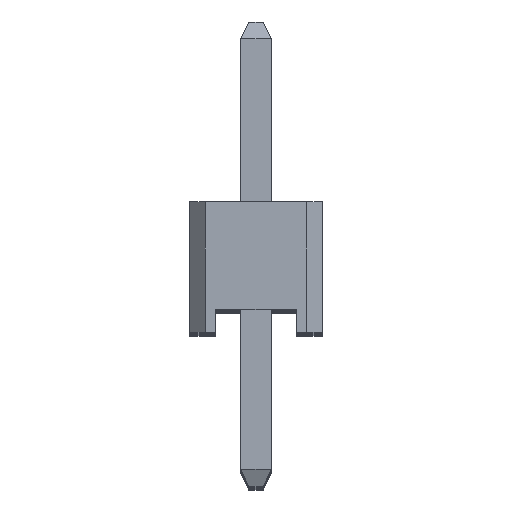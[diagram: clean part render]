
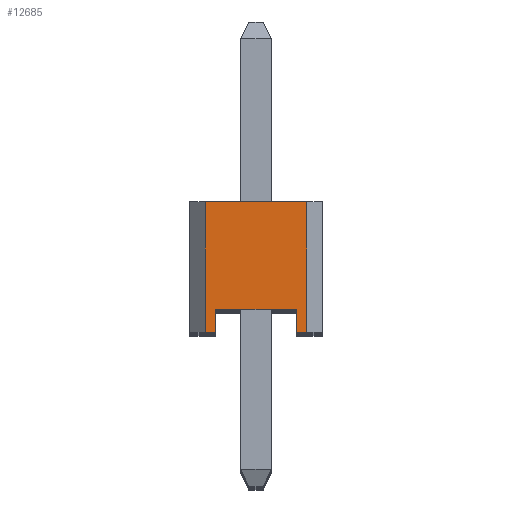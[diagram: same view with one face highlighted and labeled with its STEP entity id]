
A CAD part, top view. The second image highlights one B-rep face of the part: STEP entity #12685.
In plain terms, the highlighted planar face has unit normal (0, 0, 1).
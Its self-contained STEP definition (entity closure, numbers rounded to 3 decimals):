
#397 = VECTOR ( 'NONE', #4721, 1000. ) ;
#514 = ORIENTED_EDGE ( 'NONE', *, *, #12089, .T. ) ;
#868 = VECTOR ( 'NONE', #14732, 1000. ) ;
#1103 = EDGE_CURVE ( 'NONE', #15471, #11829, #23181, .T. ) ;
#1116 = VERTEX_POINT ( 'NONE', #6862 ) ;
#2878 = LINE ( 'NONE', #15143, #6026 ) ;
#3150 = CARTESIAN_POINT ( 'NONE',  ( 0.3, 2.5, 40.64 ) ) ;
#3264 = ORIENTED_EDGE ( 'NONE', *, *, #1103, .F. ) ;
#3502 = DIRECTION ( 'NONE',  ( 1., 0., 0. ) ) ;
#3836 = CARTESIAN_POINT ( 'NONE',  ( 2.24, 2.5, 40.64 ) ) ;
#3883 = LINE ( 'NONE', #7909, #868 ) ;
#4113 = CARTESIAN_POINT ( 'NONE',  ( 0.3, 2.5, 40.64 ) ) ;
#4721 = DIRECTION ( 'NONE',  ( 1., 0., 0. ) ) ;
#5631 = VERTEX_POINT ( 'NONE', #17867 ) ;
#5659 = LINE ( 'NONE', #16137, #12349 ) ;
#6026 = VECTOR ( 'NONE', #18822, 1000. ) ;
#6862 = CARTESIAN_POINT ( 'NONE',  ( 2.04, 0.44, 40.64 ) ) ;
#7642 = ORIENTED_EDGE ( 'NONE', *, *, #14426, .F. ) ;
#7909 = CARTESIAN_POINT ( 'NONE',  ( 0.3, 0., 40.64 ) ) ;
#8549 = ORIENTED_EDGE ( 'NONE', *, *, #10785, .F. ) ;
#8740 = CARTESIAN_POINT ( 'NONE',  ( 0.3, 0., 40.64 ) ) ;
#9843 = VERTEX_POINT ( 'NONE', #21084 ) ;
#10524 = DIRECTION ( 'NONE',  ( 0., 0., -1. ) ) ;
#10785 = EDGE_CURVE ( 'NONE', #1116, #13899, #11816, .T. ) ;
#10987 = VERTEX_POINT ( 'NONE', #16048 ) ;
#11291 = EDGE_CURVE ( 'NONE', #5631, #9843, #3883, .T. ) ;
#11628 = LINE ( 'NONE', #4113, #15726 ) ;
#11816 = LINE ( 'NONE', #19178, #22776 ) ;
#11829 = VERTEX_POINT ( 'NONE', #3836 ) ;
#11849 = CARTESIAN_POINT ( 'NONE',  ( 0.3, 2.5, 40.64 ) ) ;
#11994 = VERTEX_POINT ( 'NONE', #20816 ) ;
#12089 = EDGE_CURVE ( 'NONE', #1116, #5631, #5659, .T. ) ;
#12296 = EDGE_CURVE ( 'NONE', #15471, #10987, #11628, .T. ) ;
#12349 = VECTOR ( 'NONE', #19617, 1000. ) ;
#12443 = CARTESIAN_POINT ( 'NONE',  ( 0.5, 0.44, 40.64 ) ) ;
#12531 = ORIENTED_EDGE ( 'NONE', *, *, #12296, .T. ) ;
#12685 = ADVANCED_FACE ( 'NONE', ( #21568 ), #19801, .F. ) ;
#13899 = VERTEX_POINT ( 'NONE', #15695 ) ;
#14426 = EDGE_CURVE ( 'NONE', #13899, #11994, #15725, .T. ) ;
#14732 = DIRECTION ( 'NONE',  ( 1., 0., 0. ) ) ;
#14761 = ORIENTED_EDGE ( 'NONE', *, *, #11291, .T. ) ;
#15017 = VECTOR ( 'NONE', #23232, 1000. ) ;
#15143 = CARTESIAN_POINT ( 'NONE',  ( 2.24, 2.5, 40.64 ) ) ;
#15387 = EDGE_CURVE ( 'NONE', #10987, #11994, #23499, .T. ) ;
#15471 = VERTEX_POINT ( 'NONE', #11849 ) ;
#15695 = CARTESIAN_POINT ( 'NONE',  ( 0.5, 0.44, 40.64 ) ) ;
#15725 = LINE ( 'NONE', #12443, #15017 ) ;
#15726 = VECTOR ( 'NONE', #20527, 1000. ) ;
#16048 = CARTESIAN_POINT ( 'NONE',  ( 0.3, 0., 40.64 ) ) ;
#16137 = CARTESIAN_POINT ( 'NONE',  ( 2.04, 0.44, 40.64 ) ) ;
#17163 = EDGE_LOOP ( 'NONE', ( #8549, #514, #14761, #17565, #3264, #12531, #19169, #7642 ) ) ;
#17490 = EDGE_CURVE ( 'NONE', #11829, #9843, #2878, .T. ) ;
#17565 = ORIENTED_EDGE ( 'NONE', *, *, #17490, .F. ) ;
#17641 = DIRECTION ( 'NONE',  ( -1., 0., 0. ) ) ;
#17867 = CARTESIAN_POINT ( 'NONE',  ( 2.04, 0., 40.64 ) ) ;
#18045 = AXIS2_PLACEMENT_3D ( 'NONE', #3150, #10524, #17641 ) ;
#18822 = DIRECTION ( 'NONE',  ( 0., -1., 0. ) ) ;
#19169 = ORIENTED_EDGE ( 'NONE', *, *, #15387, .T. ) ;
#19178 = CARTESIAN_POINT ( 'NONE',  ( 0.5, 0.44, 40.64 ) ) ;
#19617 = DIRECTION ( 'NONE',  ( 0., -1., 0. ) ) ;
#19801 = PLANE ( 'NONE',  #18045 ) ;
#20031 = VECTOR ( 'NONE', #3502, 1000. ) ;
#20527 = DIRECTION ( 'NONE',  ( 0., -1., 0. ) ) ;
#20816 = CARTESIAN_POINT ( 'NONE',  ( 0.5, 0., 40.64 ) ) ;
#21084 = CARTESIAN_POINT ( 'NONE',  ( 2.24, 0., 40.64 ) ) ;
#21142 = CARTESIAN_POINT ( 'NONE',  ( 0.3, 2.5, 40.64 ) ) ;
#21177 = DIRECTION ( 'NONE',  ( -1., 0., 0. ) ) ;
#21568 = FACE_OUTER_BOUND ( 'NONE', #17163, .T. ) ;
#22776 = VECTOR ( 'NONE', #21177, 1000. ) ;
#23181 = LINE ( 'NONE', #21142, #397 ) ;
#23232 = DIRECTION ( 'NONE',  ( 0., -1., 0. ) ) ;
#23499 = LINE ( 'NONE', #8740, #20031 ) ;
